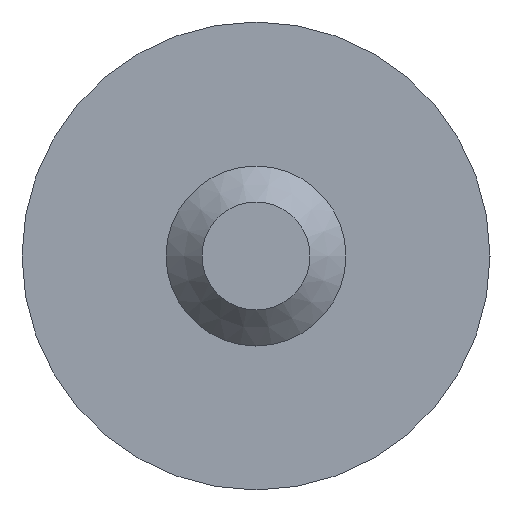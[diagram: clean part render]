
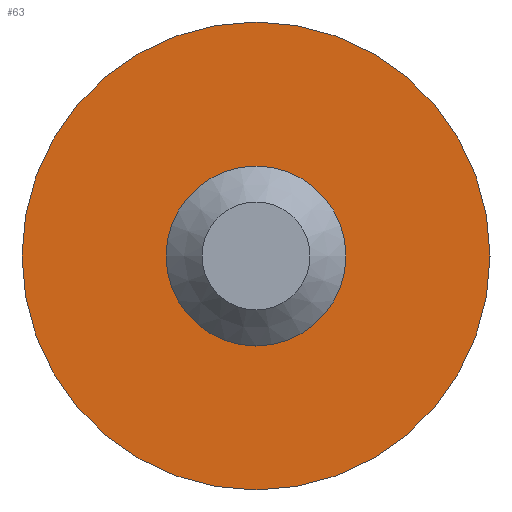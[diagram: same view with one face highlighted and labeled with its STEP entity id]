
A CAD part, left-side view. The second image highlights one B-rep face of the part: STEP entity #63.
In plain terms, the highlighted planar face has unit normal (-1, 0, 0).
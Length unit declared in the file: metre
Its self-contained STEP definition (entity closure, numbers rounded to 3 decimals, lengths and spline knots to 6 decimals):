
#63 = ADVANCED_FACE( '', ( #134, #135 ), #136, .F. );
#134 = FACE_BOUND( '', #219, .T. );
#135 = FACE_OUTER_BOUND( '', #220, .T. );
#136 = PLANE( '', #221 );
#219 = EDGE_LOOP( '', ( #301 ) );
#220 = EDGE_LOOP( '', ( #302 ) );
#221 = AXIS2_PLACEMENT_3D( '', #303, #304, #305 );
#301 = ORIENTED_EDGE( '', *, *, #420, .T. );
#302 = ORIENTED_EDGE( '', *, *, #421, .F. );
#303 = CARTESIAN_POINT( '', ( -0.090824, -2.610189, 1.415295 ) );
#304 = DIRECTION( '', ( 1., 0., 0. ) );
#305 = DIRECTION( '', ( 0., 1., 0. ) );
#420 = EDGE_CURVE( '', #479, #479, #480, .T. );
#421 = EDGE_CURVE( '', #481, #481, #482, .T. );
#479 = VERTEX_POINT( '', #554 );
#480 = CIRCLE( '', #555, 0.00635 );
#481 = VERTEX_POINT( '', #556 );
#482 = CIRCLE( '', #557, 0.01651 );
#554 = CARTESIAN_POINT( '', ( -0.090824, -2.618676, 1.263239 ) );
#555 = AXIS2_PLACEMENT_3D( '', #636, #637, #638 );
#556 = CARTESIAN_POINT( '', ( -0.090824, -2.618676, 1.253079 ) );
#557 = AXIS2_PLACEMENT_3D( '', #639, #640, #641 );
#636 = CARTESIAN_POINT( '', ( -0.090824, -2.618676, 1.269589 ) );
#637 = DIRECTION( '', ( 1., 0., 0. ) );
#638 = DIRECTION( '', ( 0., 0., -1. ) );
#639 = CARTESIAN_POINT( '', ( -0.090824, -2.618676, 1.269589 ) );
#640 = DIRECTION( '', ( 1., 0., 0. ) );
#641 = DIRECTION( '', ( 0., 0., -1. ) );
